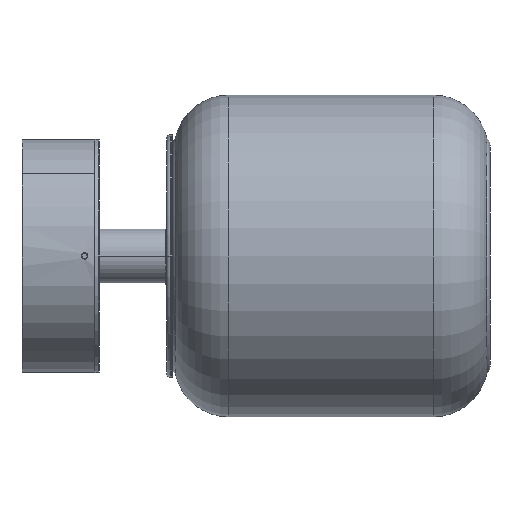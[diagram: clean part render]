
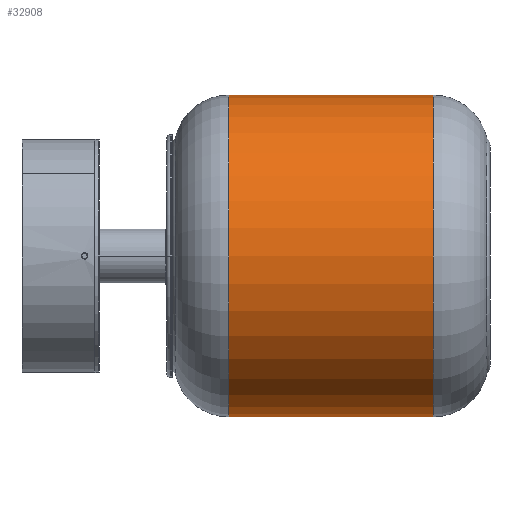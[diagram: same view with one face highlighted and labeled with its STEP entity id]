
A CAD part, left-side view. The second image highlights one B-rep face of the part: STEP entity #32908.
In plain terms, the highlighted cylindrical face has radius 83.5 mm (diameter 167 mm), a partial arc.
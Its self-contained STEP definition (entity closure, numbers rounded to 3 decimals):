
#454 = EDGE_CURVE ( 'NONE', #34211, #24494, #15736, .T. ) ;
#3299 = AXIS2_PLACEMENT_3D ( 'NONE', #33187, #8395, #26872 ) ;
#4580 = DIRECTION ( 'NONE',  ( 0., -1., 0. ) ) ;
#4779 = CARTESIAN_POINT ( 'NONE',  ( 0., 130.505, 0. ) ) ;
#6554 = ORIENTED_EDGE ( 'NONE', *, *, #28178, .T. ) ;
#8067 = ORIENTED_EDGE ( 'NONE', *, *, #30669, .F. ) ;
#8395 = DIRECTION ( 'NONE',  ( 0., -1., 0. ) ) ;
#9519 = DIRECTION ( 'NONE',  ( 0., -1., 0. ) ) ;
#9905 = VERTEX_POINT ( 'NONE', #14277 ) ;
#13751 = ORIENTED_EDGE ( 'NONE', *, *, #454, .T. ) ;
#14277 = CARTESIAN_POINT ( 'NONE',  ( 0., 24.495, -83.5 ) ) ;
#14996 = VECTOR ( 'NONE', #9519, 1000. ) ;
#15736 = CIRCLE ( 'NONE', #38485, 83.5 ) ;
#17908 = CARTESIAN_POINT ( 'NONE',  ( 0., 0., -83.5 ) ) ;
#18031 = ORIENTED_EDGE ( 'NONE', *, *, #36156, .F. ) ;
#18100 = LINE ( 'NONE', #17908, #27484 ) ;
#18918 = AXIS2_PLACEMENT_3D ( 'NONE', #25126, #37575, #31846 ) ;
#19737 = CYLINDRICAL_SURFACE ( 'NONE', #18918, 83.5 ) ;
#22127 = FACE_OUTER_BOUND ( 'NONE', #33946, .T. ) ;
#24494 = VERTEX_POINT ( 'NONE', #30592 ) ;
#25126 = CARTESIAN_POINT ( 'NONE',  ( 0., 0., 0. ) ) ;
#25859 = CARTESIAN_POINT ( 'NONE',  ( 0., 24.495, 83.5 ) ) ;
#26310 = CARTESIAN_POINT ( 'NONE',  ( 0., 130.505, 83.5 ) ) ;
#26872 = DIRECTION ( 'NONE',  ( 0., 0., -1. ) ) ;
#27217 = CARTESIAN_POINT ( 'NONE',  ( 0., 0., 83.5 ) ) ;
#27484 = VECTOR ( 'NONE', #33373, 1000. ) ;
#28178 = EDGE_CURVE ( 'NONE', #24494, #9905, #18100, .T. ) ;
#28793 = DIRECTION ( 'NONE',  ( 0., 0., -1. ) ) ;
#30592 = CARTESIAN_POINT ( 'NONE',  ( 0., 130.505, -83.5 ) ) ;
#30669 = EDGE_CURVE ( 'NONE', #34211, #37659, #33146, .T. ) ;
#31846 = DIRECTION ( 'NONE',  ( 0., 0., -1. ) ) ;
#32908 = ADVANCED_FACE ( 'NONE', ( #22127 ), #19737, .T. ) ;
#33146 = LINE ( 'NONE', #27217, #14996 ) ;
#33187 = CARTESIAN_POINT ( 'NONE',  ( 0., 24.495, 0. ) ) ;
#33373 = DIRECTION ( 'NONE',  ( 0., -1., 0. ) ) ;
#33946 = EDGE_LOOP ( 'NONE', ( #8067, #13751, #6554, #18031 ) ) ;
#34211 = VERTEX_POINT ( 'NONE', #26310 ) ;
#36156 = EDGE_CURVE ( 'NONE', #37659, #9905, #36838, .T. ) ;
#36838 = CIRCLE ( 'NONE', #3299, 83.5 ) ;
#37575 = DIRECTION ( 'NONE',  ( 0., -1., 0. ) ) ;
#37659 = VERTEX_POINT ( 'NONE', #25859 ) ;
#38485 = AXIS2_PLACEMENT_3D ( 'NONE', #4779, #4580, #28793 ) ;
